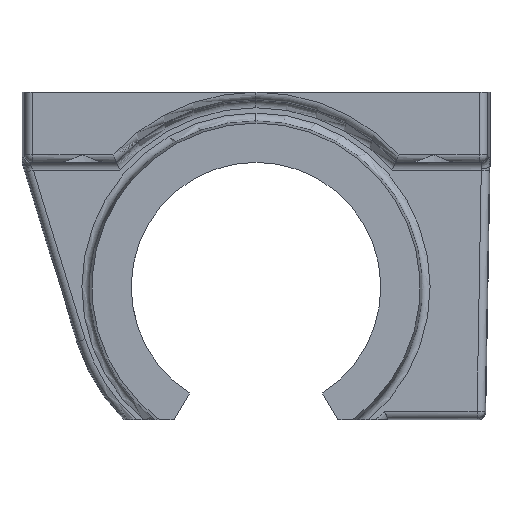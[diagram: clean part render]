
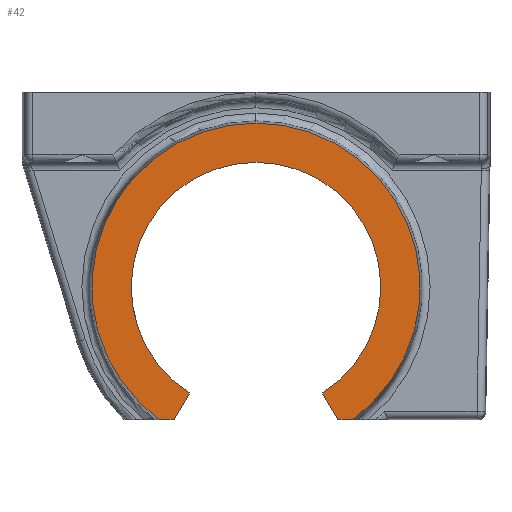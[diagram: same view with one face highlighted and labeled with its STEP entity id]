
A CAD part, front view. The second image highlights one B-rep face of the part: STEP entity #42.
In plain terms, the highlighted planar face has unit normal (0, -1, 0).
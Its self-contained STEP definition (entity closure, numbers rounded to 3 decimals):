
#11 = CARTESIAN_POINT ( 'NONE',  ( 0., -14., -22. ) ) ;
#42 = ADVANCED_FACE ( 'NONE', ( #2933 ), #4295, .T. ) ;
#187 = DIRECTION ( 'NONE',  ( 0., 1., 0. ) ) ;
#214 = CARTESIAN_POINT ( 'NONE',  ( 8.5, -14., -35.555 ) ) ;
#313 = LINE ( 'NONE', #360, #1542 ) ;
#360 = CARTESIAN_POINT ( 'NONE',  ( 0., -14., -39. ) ) ;
#524 = LINE ( 'NONE', #3452, #3243 ) ;
#631 = CARTESIAN_POINT ( 'NONE',  ( -10.489, -14., -39. ) ) ;
#644 = EDGE_LOOP ( 'NONE', ( #3068, #4333, #3818, #3711, #1997, #2289, #3507, #1430 ) ) ;
#798 = VERTEX_POINT ( 'NONE', #214 ) ;
#802 = AXIS2_PLACEMENT_3D ( 'NONE', #3468, #1458, #2429 ) ;
#831 = VERTEX_POINT ( 'NONE', #631 ) ;
#996 = VERTEX_POINT ( 'NONE', #2083 ) ;
#1143 = CARTESIAN_POINT ( 'NONE',  ( 0., -14., -22. ) ) ;
#1198 = EDGE_CURVE ( 'NONE', #3666, #798, #2738, .T. ) ;
#1286 = CARTESIAN_POINT ( 'NONE',  ( 0., -14., -22. ) ) ;
#1315 = DIRECTION ( 'NONE',  ( -0.5, 0., -0.866 ) ) ;
#1400 = EDGE_CURVE ( 'NONE', #996, #831, #313, .T. ) ;
#1430 = ORIENTED_EDGE ( 'NONE', *, *, #1518, .F. ) ;
#1458 = DIRECTION ( 'NONE',  ( 0., 1., 0. ) ) ;
#1459 = CIRCLE ( 'NONE', #2935, 21.028 ) ;
#1493 = DIRECTION ( 'NONE',  ( 0., 1., 0. ) ) ;
#1518 = EDGE_CURVE ( 'NONE', #3178, #3376, #1459, .T. ) ;
#1536 = VERTEX_POINT ( 'NONE', #3304 ) ;
#1542 = VECTOR ( 'NONE', #4078, 1000. ) ;
#1547 = DIRECTION ( 'NONE',  ( 0., 0., -1. ) ) ;
#1576 = EDGE_CURVE ( 'NONE', #1536, #831, #3255, .T. ) ;
#1596 = CARTESIAN_POINT ( 'NONE',  ( 10.489, -14., -39. ) ) ;
#1685 = EDGE_CURVE ( 'NONE', #2423, #798, #2111, .T. ) ;
#1767 = DIRECTION ( 'NONE',  ( -0.5, 0., 0.866 ) ) ;
#1862 = CARTESIAN_POINT ( 'NONE',  ( 0., -14., -22. ) ) ;
#1994 = DIRECTION ( 'NONE',  ( 0., 1., 0. ) ) ;
#1997 = ORIENTED_EDGE ( 'NONE', *, *, #1198, .T. ) ;
#2083 = CARTESIAN_POINT ( 'NONE',  ( -12.377, -14., -39. ) ) ;
#2089 = CARTESIAN_POINT ( 'NONE',  ( 0., -14., -0.972 ) ) ;
#2097 = EDGE_CURVE ( 'NONE', #996, #3178, #3410, .T. ) ;
#2111 = LINE ( 'NONE', #4016, #3434 ) ;
#2129 = DIRECTION ( 'NONE',  ( 1., 0., 0. ) ) ;
#2289 = ORIENTED_EDGE ( 'NONE', *, *, #1685, .F. ) ;
#2423 = VERTEX_POINT ( 'NONE', #1596 ) ;
#2429 = DIRECTION ( 'NONE',  ( 0., 0., -1. ) ) ;
#2453 = AXIS2_PLACEMENT_3D ( 'NONE', #1862, #187, #1547 ) ;
#2693 = CIRCLE ( 'NONE', #802, 16. ) ;
#2738 = CIRCLE ( 'NONE', #2453, 16. ) ;
#2763 = DIRECTION ( 'NONE',  ( 0., 0., -1. ) ) ;
#2933 = FACE_OUTER_BOUND ( 'NONE', #644, .T. ) ;
#2935 = AXIS2_PLACEMENT_3D ( 'NONE', #1143, #1493, #4200 ) ;
#3068 = ORIENTED_EDGE ( 'NONE', *, *, #2097, .F. ) ;
#3178 = VERTEX_POINT ( 'NONE', #2089 ) ;
#3243 = VECTOR ( 'NONE', #2129, 1000. ) ;
#3255 = LINE ( 'NONE', #3587, #3508 ) ;
#3304 = CARTESIAN_POINT ( 'NONE',  ( -8.5, -14., -35.555 ) ) ;
#3347 = AXIS2_PLACEMENT_3D ( 'NONE', #1286, #3901, #4256 ) ;
#3376 = VERTEX_POINT ( 'NONE', #3707 ) ;
#3410 = CIRCLE ( 'NONE', #3549, 21.028 ) ;
#3434 = VECTOR ( 'NONE', #1767, 1000. ) ;
#3452 = CARTESIAN_POINT ( 'NONE',  ( 0., -14., -39. ) ) ;
#3466 = EDGE_CURVE ( 'NONE', #1536, #3666, #2693, .T. ) ;
#3468 = CARTESIAN_POINT ( 'NONE',  ( 0., -14., -22. ) ) ;
#3507 = ORIENTED_EDGE ( 'NONE', *, *, #4211, .T. ) ;
#3508 = VECTOR ( 'NONE', #1315, 1000. ) ;
#3549 = AXIS2_PLACEMENT_3D ( 'NONE', #11, #1994, #2763 ) ;
#3587 = CARTESIAN_POINT ( 'NONE',  ( -0.505, -14., -21.708 ) ) ;
#3666 = VERTEX_POINT ( 'NONE', #3922 ) ;
#3707 = CARTESIAN_POINT ( 'NONE',  ( 12.377, -14., -39. ) ) ;
#3711 = ORIENTED_EDGE ( 'NONE', *, *, #3466, .T. ) ;
#3818 = ORIENTED_EDGE ( 'NONE', *, *, #1576, .F. ) ;
#3901 = DIRECTION ( 'NONE',  ( 0., -1., 0. ) ) ;
#3922 = CARTESIAN_POINT ( 'NONE',  ( 0., -14., -6. ) ) ;
#4016 = CARTESIAN_POINT ( 'NONE',  ( 0.505, -14., -21.708 ) ) ;
#4078 = DIRECTION ( 'NONE',  ( 1., 0., 0. ) ) ;
#4200 = DIRECTION ( 'NONE',  ( 0., 0., -1. ) ) ;
#4211 = EDGE_CURVE ( 'NONE', #2423, #3376, #524, .T. ) ;
#4256 = DIRECTION ( 'NONE',  ( 0., 0., -1. ) ) ;
#4295 = PLANE ( 'NONE',  #3347 ) ;
#4333 = ORIENTED_EDGE ( 'NONE', *, *, #1400, .T. ) ;
